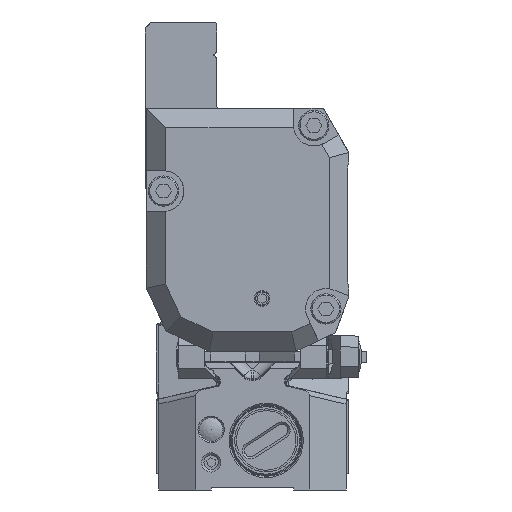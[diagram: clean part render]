
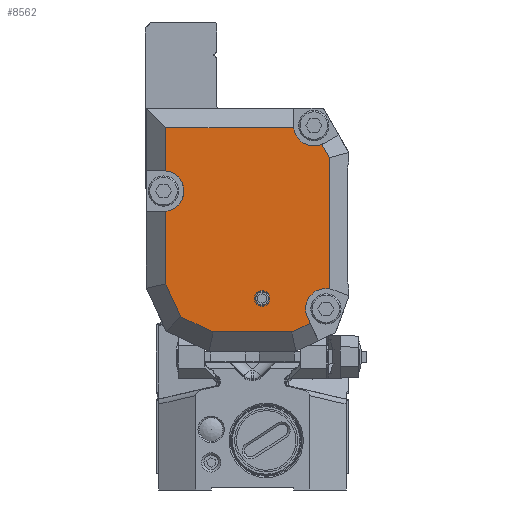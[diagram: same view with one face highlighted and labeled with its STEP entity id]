
A CAD part, front view. The second image highlights one B-rep face of the part: STEP entity #8562.
In plain terms, the highlighted planar face has unit normal (0, -1, 0).
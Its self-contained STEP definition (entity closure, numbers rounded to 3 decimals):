
#5630=FACE_BOUND('',#16214,.T.);
#5631=FACE_BOUND('',#16215,.T.);
#8562=ADVANCED_FACE('',(#5630,#5631),#10291,.F.);
#10291=PLANE('',#59308);
#16214=EDGE_LOOP('',(#31173,#31174,#31175,#31176,#31177,#31178,#31179,#31180,
#31181,#31182,#31183,#31184,#31185));
#16215=EDGE_LOOP('',(#31186));
#31173=ORIENTED_EDGE('',*,*,#43838,.T.);
#31174=ORIENTED_EDGE('',*,*,#43839,.T.);
#31175=ORIENTED_EDGE('',*,*,#43840,.T.);
#31176=ORIENTED_EDGE('',*,*,#43841,.T.);
#31177=ORIENTED_EDGE('',*,*,#43842,.T.);
#31178=ORIENTED_EDGE('',*,*,#43843,.T.);
#31179=ORIENTED_EDGE('',*,*,#43844,.T.);
#31180=ORIENTED_EDGE('',*,*,#43845,.T.);
#31181=ORIENTED_EDGE('',*,*,#43846,.T.);
#31182=ORIENTED_EDGE('',*,*,#43847,.T.);
#31183=ORIENTED_EDGE('',*,*,#43848,.T.);
#31184=ORIENTED_EDGE('',*,*,#43849,.T.);
#31185=ORIENTED_EDGE('',*,*,#43850,.T.);
#31186=ORIENTED_EDGE('',*,*,#43851,.T.);
#36312=VERTEX_POINT('',#100079);
#36313=VERTEX_POINT('',#100080);
#36314=VERTEX_POINT('',#100082);
#36315=VERTEX_POINT('',#100084);
#36316=VERTEX_POINT('',#100086);
#36317=VERTEX_POINT('',#100088);
#36318=VERTEX_POINT('',#100090);
#36319=VERTEX_POINT('',#100092);
#36320=VERTEX_POINT('',#100094);
#36321=VERTEX_POINT('',#100096);
#36322=VERTEX_POINT('',#100098);
#36323=VERTEX_POINT('',#100100);
#36324=VERTEX_POINT('',#100102);
#36325=VERTEX_POINT('',#100105);
#43838=EDGE_CURVE('',#36312,#36313,#54795,.T.);
#43839=EDGE_CURVE('',#36313,#36314,#48390,.T.);
#43840=EDGE_CURVE('',#36314,#36315,#48391,.T.);
#43841=EDGE_CURVE('',#36315,#36316,#54796,.T.);
#43842=EDGE_CURVE('',#36316,#36317,#48392,.T.);
#43843=EDGE_CURVE('',#36317,#36318,#48393,.T.);
#43844=EDGE_CURVE('',#36318,#36319,#54797,.T.);
#43845=EDGE_CURVE('',#36319,#36320,#48394,.T.);
#43846=EDGE_CURVE('',#36320,#36321,#48395,.T.);
#43847=EDGE_CURVE('',#36321,#36322,#48396,.T.);
#43848=EDGE_CURVE('',#36322,#36323,#48397,.T.);
#43849=EDGE_CURVE('',#36323,#36324,#48398,.T.);
#43850=EDGE_CURVE('',#36324,#36312,#48399,.T.);
#43851=EDGE_CURVE('',#36325,#36325,#54798,.T.);
#48390=LINE('',#100081,#53007);
#48391=LINE('',#100083,#53008);
#48392=LINE('',#100087,#53009);
#48393=LINE('',#100089,#53010);
#48394=LINE('',#100093,#53011);
#48395=LINE('',#100095,#53012);
#48396=LINE('',#100097,#53013);
#48397=LINE('',#100099,#53014);
#48398=LINE('',#100101,#53015);
#48399=LINE('',#100103,#53016);
#53007=VECTOR('',#72887,1.);
#53008=VECTOR('',#72888,1.);
#53009=VECTOR('',#72891,1.);
#53010=VECTOR('',#72892,1.);
#53011=VECTOR('',#72895,1.);
#53012=VECTOR('',#72896,1.);
#53013=VECTOR('',#72897,1.);
#53014=VECTOR('',#72898,1.);
#53015=VECTOR('',#72899,1.);
#53016=VECTOR('',#72900,1.);
#54795=CIRCLE('',#59304,3.7);
#54796=CIRCLE('',#59305,3.7);
#54797=CIRCLE('',#59306,3.7);
#54798=CIRCLE('',#59307,1.3);
#59304=AXIS2_PLACEMENT_3D('',#100078,#72885,#72886);
#59305=AXIS2_PLACEMENT_3D('',#100085,#72889,#72890);
#59306=AXIS2_PLACEMENT_3D('',#100091,#72893,#72894);
#59307=AXIS2_PLACEMENT_3D('',#100104,#72901,#72902);
#59308=AXIS2_PLACEMENT_3D('',#100106,#72903,#72904);
#72885=DIRECTION('',(0.,1.,0.));
#72886=DIRECTION('',(-1.,0.,0.));
#72887=DIRECTION('',(0.,0.,1.));
#72888=DIRECTION('',(-0.5,0.,0.866));
#72889=DIRECTION('',(0.,1.,0.));
#72890=DIRECTION('',(-1.,0.,0.));
#72891=DIRECTION('',(-1.,0.,0.));
#72892=DIRECTION('',(0.,0.,-1.));
#72893=DIRECTION('',(0.,1.,0.));
#72894=DIRECTION('',(-1.,0.,0.));
#72895=DIRECTION('',(0.,0.,-1.));
#72896=DIRECTION('',(0.419,0.,-0.908));
#72897=DIRECTION('',(0.905,0.,-0.426));
#72898=DIRECTION('',(1.,0.,0.));
#72899=DIRECTION('',(0.905,0.,0.426));
#72900=DIRECTION('',(-0.426,0.,0.905));
#72901=DIRECTION('',(0.,1.,0.));
#72902=DIRECTION('',(0.,0.,1.));
#72903=DIRECTION('',(0.,1.,0.));
#72904=DIRECTION('',(0.,0.,1.));
#100078=CARTESIAN_POINT('',(32.85,-8.,-52.11));
#100079=CARTESIAN_POINT('',(29.503,-8.,-53.687));
#100080=CARTESIAN_POINT('',(33.5,-8.,-48.468));
#100081=CARTESIAN_POINT('',(33.5,-8.,-46.706));
#100082=CARTESIAN_POINT('',(33.5,-8.,-24.648));
#100083=CARTESIAN_POINT('',(44.864,-8.,-44.331));
#100084=CARTESIAN_POINT('',(32.096,-8.,-22.216));
#100085=CARTESIAN_POINT('',(30.65,-8.,-18.81));
#100086=CARTESIAN_POINT('',(26.972,-8.,-19.21));
#100087=CARTESIAN_POINT('',(40.75,-8.,-19.21));
#100088=CARTESIAN_POINT('',(3.75,-8.,-19.21));
#100089=CARTESIAN_POINT('',(3.75,-8.,-46.706));
#100090=CARTESIAN_POINT('',(3.75,-8.,-27.032));
#100091=CARTESIAN_POINT('',(3.35,-8.,-30.71));
#100092=CARTESIAN_POINT('',(3.75,-8.,-34.388));
#100093=CARTESIAN_POINT('',(3.75,-8.,-46.706));
#100094=CARTESIAN_POINT('',(3.75,-8.,-47.584));
#100095=CARTESIAN_POINT('',(9.912,-8.,-60.937));
#100096=CARTESIAN_POINT('',(6.493,-8.,-53.528));
#100097=CARTESIAN_POINT('',(31.901,-8.,-65.495));
#100098=CARTESIAN_POINT('',(12.378,-8.,-56.3));
#100099=CARTESIAN_POINT('',(40.75,-8.,-56.3));
#100100=CARTESIAN_POINT('',(26.622,-8.,-56.3));
#100101=CARTESIAN_POINT('',(41.883,-8.,-49.112));
#100102=CARTESIAN_POINT('',(29.987,-8.,-54.715));
#100103=CARTESIAN_POINT('',(31.478,-8.,-57.881));
#100104=CARTESIAN_POINT('',(21.25,-8.,-50.21));
#100105=CARTESIAN_POINT('',(21.25,-8.,-48.91));
#100106=CARTESIAN_POINT('',(40.75,-8.,-46.706));
